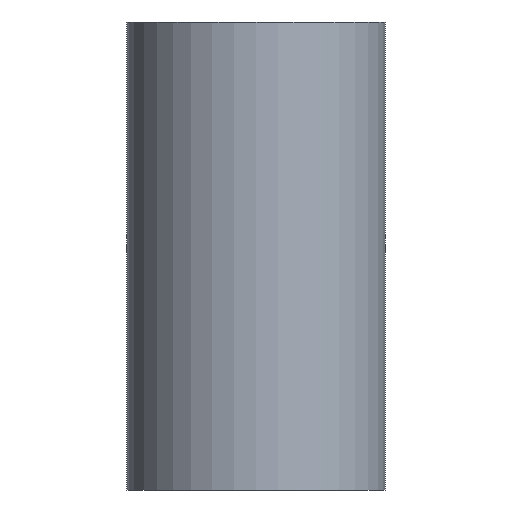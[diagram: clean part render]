
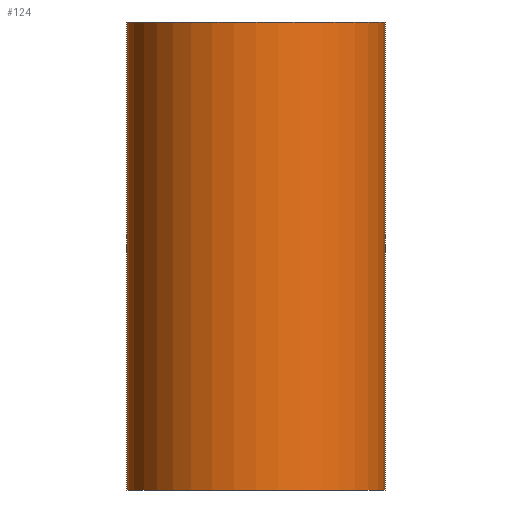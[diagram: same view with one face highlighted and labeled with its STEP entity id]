
A CAD part, front view. The second image highlights one B-rep face of the part: STEP entity #124.
In plain terms, the highlighted cylindrical face has radius 13.335 mm (diameter 26.67 mm), a partial arc.
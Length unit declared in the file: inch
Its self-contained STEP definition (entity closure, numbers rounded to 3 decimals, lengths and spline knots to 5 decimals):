
#6 = CARTESIAN_POINT ( 'NONE',  ( 0.525, 0., 1.9 ) ) ;
#15 = VERTEX_POINT ( 'NONE', #186 ) ;
#16 = CARTESIAN_POINT ( 'NONE',  ( 0., 0., 0. ) ) ;
#17 = DIRECTION ( 'NONE',  ( 0., 0., 1. ) ) ;
#18 = DIRECTION ( 'NONE',  ( 1., 0., 0. ) ) ;
#32 = CARTESIAN_POINT ( 'NONE',  ( -0.525, 0., 1.9 ) ) ;
#40 = CARTESIAN_POINT ( 'NONE',  ( 0.525, 0., 0. ) ) ;
#44 = VERTEX_POINT ( 'NONE', #167 ) ;
#103 = DIRECTION ( 'NONE',  ( 0., 0., 1. ) ) ;
#108 = EDGE_CURVE ( 'NONE', #288, #15, #111, .T. ) ;
#111 = CIRCLE ( 'NONE', #262, 0.525 ) ;
#122 = LINE ( 'NONE', #166, #246 ) ;
#124 = ADVANCED_FACE ( 'NONE', ( #255 ), #253, .T. ) ;
#127 = AXIS2_PLACEMENT_3D ( 'NONE', #16, #17, #18 ) ;
#131 = DIRECTION ( 'NONE',  ( 0., 0., -1. ) ) ;
#148 = DIRECTION ( 'NONE',  ( 0., 0., -1. ) ) ;
#156 = DIRECTION ( 'NONE',  ( 1., 0., 0. ) ) ;
#166 = CARTESIAN_POINT ( 'NONE',  ( -0.525, 0., 1.9 ) ) ;
#167 = CARTESIAN_POINT ( 'NONE',  ( -0.525, 0., 0. ) ) ;
#168 = DIRECTION ( 'NONE',  ( 0., 0., -1. ) ) ;
#186 = CARTESIAN_POINT ( 'NONE',  ( 0.525, 0., 1.9 ) ) ;
#192 = AXIS2_PLACEMENT_3D ( 'NONE', #226, #148, #218 ) ;
#200 = EDGE_CURVE ( 'NONE', #288, #44, #122, .T. ) ;
#202 = EDGE_CURVE ( 'NONE', #44, #313, #245, .T. ) ;
#203 = EDGE_CURVE ( 'NONE', #15, #313, #231, .T. ) ;
#218 = DIRECTION ( 'NONE',  ( -1., 0., 0. ) ) ;
#226 = CARTESIAN_POINT ( 'NONE',  ( 0., 0., 1.9 ) ) ;
#231 = LINE ( 'NONE', #6, #232 ) ;
#232 = VECTOR ( 'NONE', #168, 39.37008 ) ;
#245 = CIRCLE ( 'NONE', #127, 0.525 ) ;
#246 = VECTOR ( 'NONE', #131, 39.37008 ) ;
#253 = CYLINDRICAL_SURFACE ( 'NONE', #192, 0.525 ) ;
#255 = FACE_OUTER_BOUND ( 'NONE', #269, .T. ) ;
#262 = AXIS2_PLACEMENT_3D ( 'NONE', #320, #103, #156 ) ;
#263 = ORIENTED_EDGE ( 'NONE', *, *, #200, .T. ) ;
#269 = EDGE_LOOP ( 'NONE', ( #285, #286, #263, #276 ) ) ;
#276 = ORIENTED_EDGE ( 'NONE', *, *, #202, .T. ) ;
#285 = ORIENTED_EDGE ( 'NONE', *, *, #203, .F. ) ;
#286 = ORIENTED_EDGE ( 'NONE', *, *, #108, .F. ) ;
#288 = VERTEX_POINT ( 'NONE', #32 ) ;
#313 = VERTEX_POINT ( 'NONE', #40 ) ;
#320 = CARTESIAN_POINT ( 'NONE',  ( 0., 0., 1.9 ) ) ;
